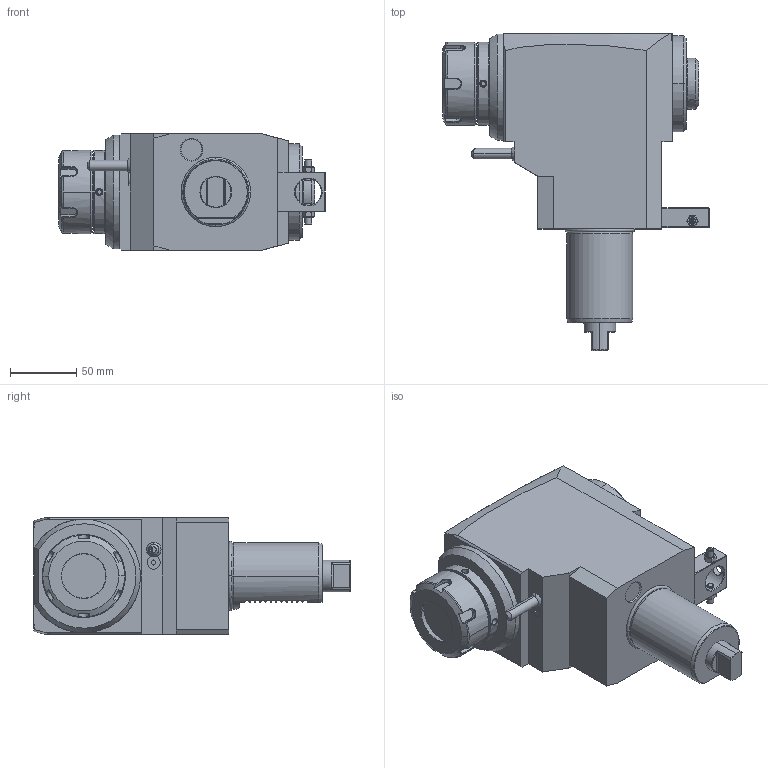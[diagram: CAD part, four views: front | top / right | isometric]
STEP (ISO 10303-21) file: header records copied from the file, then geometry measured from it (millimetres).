
FILE_DESCRIPTION((''),'2;1');
FILE_NAME('NGT1_50_221_40_3_2_110','2023-04-07T',('vali'),('NOVA GRUP'),'PRO/ENGINEER BY PARAMETRIC TECHNOLOGY CORPORATION, 2010280','PRO/ENGINEER BY PARAMETRIC TECHNOLOGY CORPORATION, 2010280','');
FILE_SCHEMA(('CONFIG_CONTROL_DESIGN'));
Length unit declared in the file: millimetre
Products named in the file (1): NGT1_50_221_40_3_2_110
Bounding box: 202.1 x 240 x 88 mm (x, y, z)
Volume: 1847060.4 mm3; surface area: 115937.4 mm2
Topology: 1 solids, 2 shells, 424 faces, 1060 edges, 650 vertices
Faces by surface type: plane 207, cylinder 98, cone 64, bspline 40, torus 11, extrusion 2, sphere 2
Entity records: 18575 total; most frequent: CARTESIAN_POINT 9153, ORIENTED_EDGE 2096, DIRECTION 1672, EDGE_CURVE 1048, VERTEX_POINT 650, AXIS2_PLACEMENT_3D 570, VECTOR 532, LINE 530
